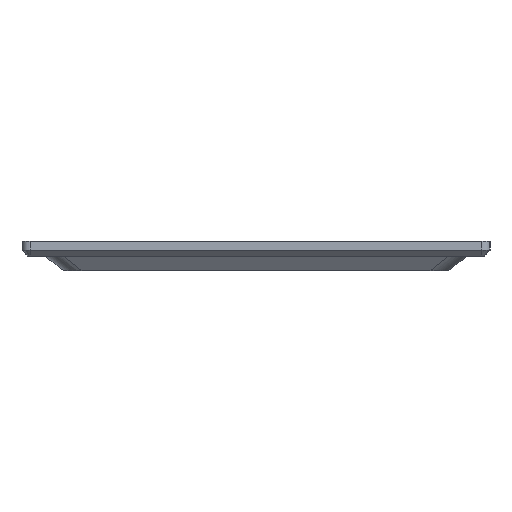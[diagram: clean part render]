
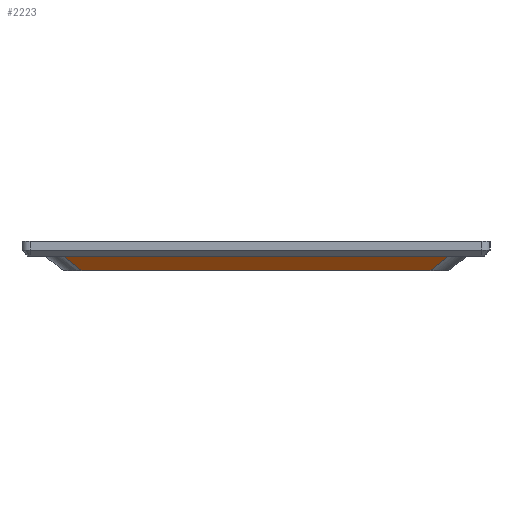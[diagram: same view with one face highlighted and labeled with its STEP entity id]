
A CAD part, left-side view. The second image highlights one B-rep face of the part: STEP entity #2223.
In plain terms, the highlighted planar face has unit normal (-0.799, 0, -0.602).
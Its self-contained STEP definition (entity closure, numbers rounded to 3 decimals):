
#999=CARTESIAN_POINT('',(-28.466,9.804,-114.));
#1000=VERTEX_POINT('',#999);
#1008=CARTESIAN_POINT('',(-28.466,104.437,-114.));
#1009=VERTEX_POINT('',#1008);
#1010=CARTESIAN_POINT('',(-28.466,9.804,-114.));
#1011=DIRECTION('',(0.,1.,0.));
#1012=VECTOR('',#1011,94.633);
#1013=LINE('',#1010,#1012);
#1014=EDGE_CURVE('',#1000,#1009,#1013,.T.);
#1391=CARTESIAN_POINT('',(-31.48,109.46,-110.));
#1392=VERTEX_POINT('',#1391);
#1400=CARTESIAN_POINT('',(-31.48,4.781,-110.));
#1401=VERTEX_POINT('',#1400);
#1402=CARTESIAN_POINT('',(-31.48,109.46,-110.));
#1403=DIRECTION('',(-0.,-1.,0.));
#1404=VECTOR('',#1403,104.679);
#1405=LINE('',#1402,#1404);
#1406=EDGE_CURVE('',#1392,#1401,#1405,.T.);
#2202=CARTESIAN_POINT('',(-51.32,0.,-83.669));
#2203=DIRECTION('',(-0.799,0.,-0.602));
#2204=DIRECTION('',(-0.602,0.,0.799));
#2205=AXIS2_PLACEMENT_3D('',#2202,#2203,#2204);
#2206=PLANE('',#2205);
#2207=ORIENTED_EDGE('',*,*,#1014,.F.);
#2208=CARTESIAN_POINT('',(-28.466,9.804,-114.));
#2209=DIRECTION('',(-0.425,-0.708,0.564));
#2210=VECTOR('',#2209,7.093);
#2211=LINE('',#2208,#2210);
#2212=EDGE_CURVE('',#1000,#1401,#2211,.T.);
#2213=ORIENTED_EDGE('',*,*,#2212,.T.);
#2214=ORIENTED_EDGE('',*,*,#1406,.F.);
#2215=CARTESIAN_POINT('',(-31.48,109.46,-110.));
#2216=DIRECTION('',(0.425,-0.708,-0.564));
#2217=VECTOR('',#2216,7.093);
#2218=LINE('',#2215,#2217);
#2219=EDGE_CURVE('',#1392,#1009,#2218,.T.);
#2220=ORIENTED_EDGE('',*,*,#2219,.T.);
#2221=EDGE_LOOP('',(#2207,#2213,#2214,#2220));
#2222=FACE_BOUND('',#2221,.T.);
#2223=ADVANCED_FACE('',(#2222),#2206,.T.);
